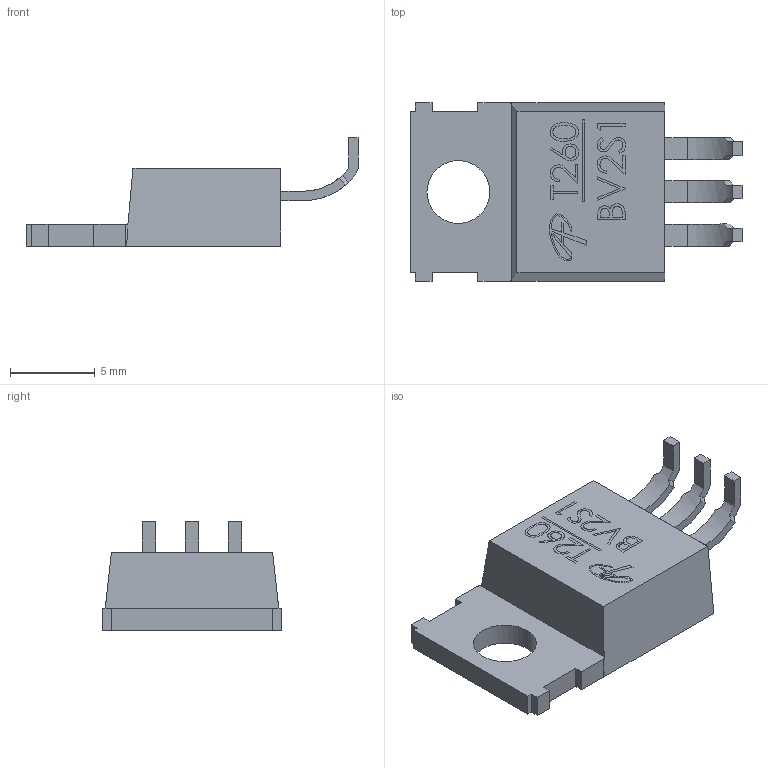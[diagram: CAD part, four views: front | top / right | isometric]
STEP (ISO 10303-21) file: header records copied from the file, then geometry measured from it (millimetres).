
FILE_DESCRIPTION (( 'STEP AP214' ), '1' );
FILE_NAME ('AOT260L_FLIP.STEP', '2017-11-15T12:19:49', ( '64' ), ( '' ), 'SwSTEP 2.0', 'SolidWorks 2014', '' );
FILE_SCHEMA (( 'AUTOMOTIVE_DESIGN' ));
Length unit declared in the file: millimetre
Products named in the file (2): AOT260L_FLIP
Bounding box: 19.55 x 10.5 x 6.4 mm (x, y, z)
Volume: 485.3 mm3; surface area: 549.1 mm2
Topology: 1 solids, 1 shells, 90 faces, 365 edges, 296 vertices
Faces by surface type: plane 77, cylinder 13
Entity records: 5607 total; most frequent: CARTESIAN_POINT 1645, ORIENTED_EDGE 730, DIRECTION 522, EDGE_CURVE 365, VERTEX_POINT 296, LINE 256, VECTOR 256, AXIS2_PLACEMENT_3D 133
